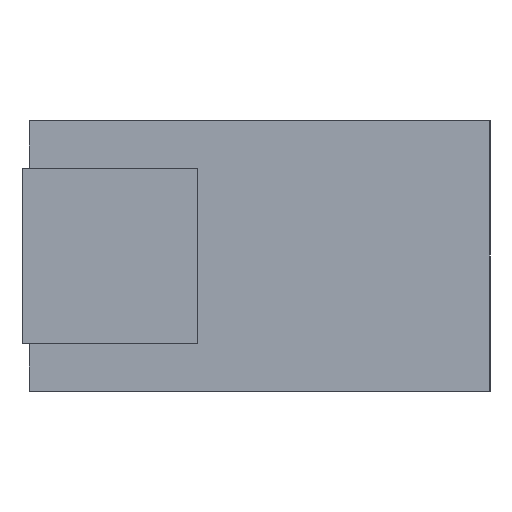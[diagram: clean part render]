
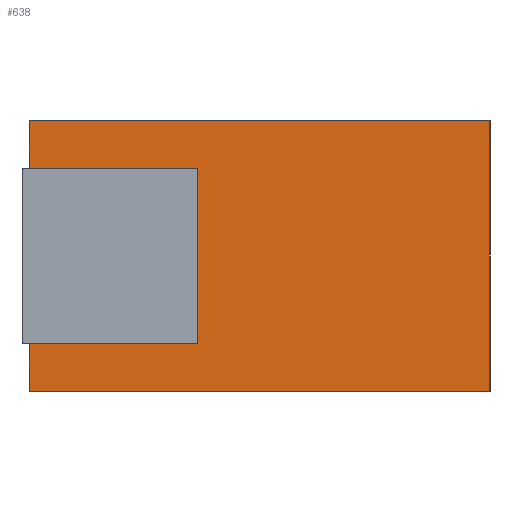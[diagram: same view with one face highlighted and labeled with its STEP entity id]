
A CAD part, left-side view. The second image highlights one B-rep face of the part: STEP entity #638.
In plain terms, the highlighted planar face has unit normal (-1, 0, 0).
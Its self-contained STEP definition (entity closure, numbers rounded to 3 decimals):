
#24 = LINE ( 'NONE', #170, #425 ) ;
#30 = LINE ( 'NONE', #470, #228 ) ;
#34 = LINE ( 'NONE', #346, #239 ) ;
#42 = ORIENTED_EDGE ( 'NONE', *, *, #858, .F. ) ;
#49 = EDGE_CURVE ( 'NONE', #875, #923, #582, .T. ) ;
#75 = DIRECTION ( 'NONE',  ( -1., 0., 0. ) ) ;
#76 = CARTESIAN_POINT ( 'NONE',  ( -73.25, 31.5, -9.25 ) ) ;
#114 = ORIENTED_EDGE ( 'NONE', *, *, #741, .F. ) ;
#118 = EDGE_LOOP ( 'NONE', ( #114, #840, #380, #390, #42, #492, #162, #588 ) ) ;
#120 = LINE ( 'NONE', #649, #495 ) ;
#121 = EDGE_CURVE ( 'NONE', #923, #837, #468, .T. ) ;
#130 = DIRECTION ( 'NONE',  ( 0., 0., -1. ) ) ;
#150 = VERTEX_POINT ( 'NONE', #576 ) ;
#162 = ORIENTED_EDGE ( 'NONE', *, *, #339, .F. ) ;
#166 = CARTESIAN_POINT ( 'NONE',  ( -73.25, 20., 6. ) ) ;
#168 = CARTESIAN_POINT ( 'NONE',  ( -73.25, 31.5, -6. ) ) ;
#170 = CARTESIAN_POINT ( 'NONE',  ( -73.25, 32., -6. ) ) ;
#201 = VECTOR ( 'NONE', #703, 1000. ) ;
#220 = EDGE_CURVE ( 'NONE', #624, #640, #120, .T. ) ;
#228 = VECTOR ( 'NONE', #773, 1000. ) ;
#229 = DIRECTION ( 'NONE',  ( 0., 0., 1. ) ) ;
#239 = VECTOR ( 'NONE', #633, 1000. ) ;
#321 = EDGE_CURVE ( 'NONE', #150, #837, #34, .T. ) ;
#336 = CARTESIAN_POINT ( 'NONE',  ( -73.25, 0., -9.25 ) ) ;
#339 = EDGE_CURVE ( 'NONE', #745, #640, #30, .T. ) ;
#346 = CARTESIAN_POINT ( 'NONE',  ( -73.25, 0., 9.25 ) ) ;
#377 = CARTESIAN_POINT ( 'NONE',  ( -73.25, 31.5, 6. ) ) ;
#380 = ORIENTED_EDGE ( 'NONE', *, *, #121, .T. ) ;
#388 = CARTESIAN_POINT ( 'NONE',  ( -73.25, 20., 6. ) ) ;
#390 = ORIENTED_EDGE ( 'NONE', *, *, #321, .F. ) ;
#394 = VECTOR ( 'NONE', #546, 1000. ) ;
#402 = CARTESIAN_POINT ( 'NONE',  ( -73.25, 31.5, 9.25 ) ) ;
#425 = VECTOR ( 'NONE', #473, 1000. ) ;
#447 = CARTESIAN_POINT ( 'NONE',  ( -73.25, 31.5, 9.25 ) ) ;
#456 = CARTESIAN_POINT ( 'NONE',  ( -73.25, 31.5, 9.25 ) ) ;
#462 = LINE ( 'NONE', #402, #201 ) ;
#468 = LINE ( 'NONE', #987, #986 ) ;
#470 = CARTESIAN_POINT ( 'NONE',  ( -73.25, 32., 6. ) ) ;
#473 = DIRECTION ( 'NONE',  ( 0., -1., 0. ) ) ;
#492 = ORIENTED_EDGE ( 'NONE', *, *, #220, .T. ) ;
#495 = VECTOR ( 'NONE', #517, 1000. ) ;
#505 = VECTOR ( 'NONE', #130, 1000. ) ;
#517 = DIRECTION ( 'NONE',  ( 0., 0., -1. ) ) ;
#542 = LINE ( 'NONE', #388, #394 ) ;
#546 = DIRECTION ( 'NONE',  ( 0., 0., 1. ) ) ;
#576 = CARTESIAN_POINT ( 'NONE',  ( -73.25, 0., 9.25 ) ) ;
#582 = LINE ( 'NONE', #447, #505 ) ;
#588 = ORIENTED_EDGE ( 'NONE', *, *, #924, .F. ) ;
#601 = FACE_OUTER_BOUND ( 'NONE', #118, .T. ) ;
#613 = CARTESIAN_POINT ( 'NONE',  ( -73.25, 31.5, 9.25 ) ) ;
#624 = VERTEX_POINT ( 'NONE', #613 ) ;
#633 = DIRECTION ( 'NONE',  ( 0., 0., -1. ) ) ;
#638 = ADVANCED_FACE ( 'NONE', ( #601 ), #771, .T. ) ;
#640 = VERTEX_POINT ( 'NONE', #377 ) ;
#649 = CARTESIAN_POINT ( 'NONE',  ( -73.25, 31.5, 9.25 ) ) ;
#684 = DIRECTION ( 'NONE',  ( 0., -1., 0. ) ) ;
#703 = DIRECTION ( 'NONE',  ( 0., -1., 0. ) ) ;
#741 = EDGE_CURVE ( 'NONE', #875, #953, #24, .T. ) ;
#745 = VERTEX_POINT ( 'NONE', #166 ) ;
#771 = PLANE ( 'NONE',  #972 ) ;
#773 = DIRECTION ( 'NONE',  ( 0., 1., 0. ) ) ;
#837 = VERTEX_POINT ( 'NONE', #336 ) ;
#840 = ORIENTED_EDGE ( 'NONE', *, *, #49, .T. ) ;
#849 = CARTESIAN_POINT ( 'NONE',  ( -73.25, 20., -6. ) ) ;
#858 = EDGE_CURVE ( 'NONE', #624, #150, #462, .T. ) ;
#875 = VERTEX_POINT ( 'NONE', #168 ) ;
#923 = VERTEX_POINT ( 'NONE', #76 ) ;
#924 = EDGE_CURVE ( 'NONE', #953, #745, #542, .T. ) ;
#953 = VERTEX_POINT ( 'NONE', #849 ) ;
#972 = AXIS2_PLACEMENT_3D ( 'NONE', #456, #75, #229 ) ;
#986 = VECTOR ( 'NONE', #684, 1000. ) ;
#987 = CARTESIAN_POINT ( 'NONE',  ( -73.25, 31.5, -9.25 ) ) ;
